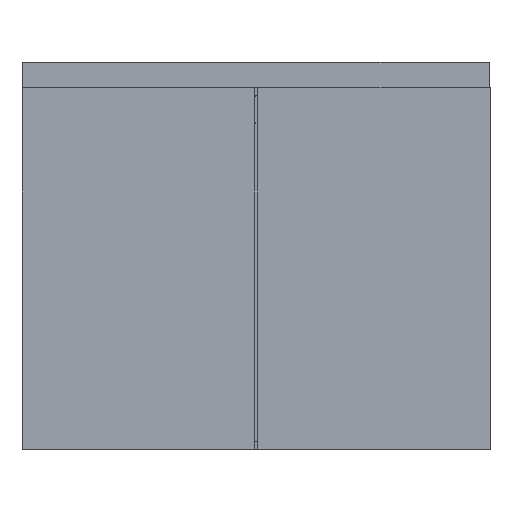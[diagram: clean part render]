
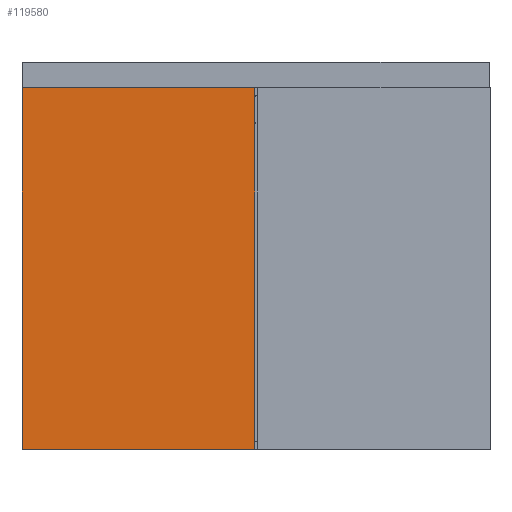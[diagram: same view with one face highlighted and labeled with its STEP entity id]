
A CAD part, top view. The second image highlights one B-rep face of the part: STEP entity #119580.
In plain terms, the highlighted planar face has unit normal (0, 0, 1).
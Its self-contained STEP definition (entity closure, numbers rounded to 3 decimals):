
#119453=DIRECTION('',(0.,-1.,0.));
#119454=VECTOR('',#119453,700.);
#119455=CARTESIAN_POINT('',(-353.,0.,8.));
#119456=LINE('',#119455,#119454);
#119465=DIRECTION('',(-1.,0.,0.));
#119466=VECTOR('',#119465,451.);
#119467=CARTESIAN_POINT('',(98.,0.,8.));
#119468=LINE('',#119467,#119466);
#119473=DIRECTION('',(0.,1.,0.));
#119474=VECTOR('',#119473,700.);
#119475=CARTESIAN_POINT('',(98.,-700.,8.));
#119476=LINE('',#119475,#119474);
#119477=DIRECTION('',(1.,0.,0.));
#119478=VECTOR('',#119477,451.);
#119479=CARTESIAN_POINT('',(-353.,-700.,8.));
#119480=LINE('',#119479,#119478);
#119489=CARTESIAN_POINT('',(-353.,0.,8.));
#119490=VERTEX_POINT('',#119489);
#119491=CARTESIAN_POINT('',(-353.,-700.,8.));
#119492=VERTEX_POINT('',#119491);
#119493=CARTESIAN_POINT('',(98.,0.,8.));
#119494=VERTEX_POINT('',#119493);
#119495=CARTESIAN_POINT('',(98.,-700.,8.));
#119496=VERTEX_POINT('',#119495);
#119569=CARTESIAN_POINT('',(-177.5,-350.,8.));
#119570=DIRECTION('',(0.,0.,1.));
#119571=DIRECTION('',(1.,0.,0.));
#119572=AXIS2_PLACEMENT_3D('',#119569,#119570,#119571);
#119573=PLANE('',#119572);
#119574=ORIENTED_EDGE('',*,*,#119521,.F.);
#119575=ORIENTED_EDGE('',*,*,#119536,.F.);
#119576=ORIENTED_EDGE('',*,*,#119550,.F.);
#119577=ORIENTED_EDGE('',*,*,#119563,.F.);
#119578=EDGE_LOOP('',(#119574,#119575,#119576,#119577));
#119579=FACE_OUTER_BOUND('',#119578,.F.);
#119521=EDGE_CURVE('',#119490,#119492,#119456,.T.);
#119536=EDGE_CURVE('',#119494,#119490,#119468,.T.);
#119550=EDGE_CURVE('',#119496,#119494,#119476,.T.);
#119563=EDGE_CURVE('',#119492,#119496,#119480,.T.);
#119580=ADVANCED_FACE('',(#119579),#119573,.T.);
